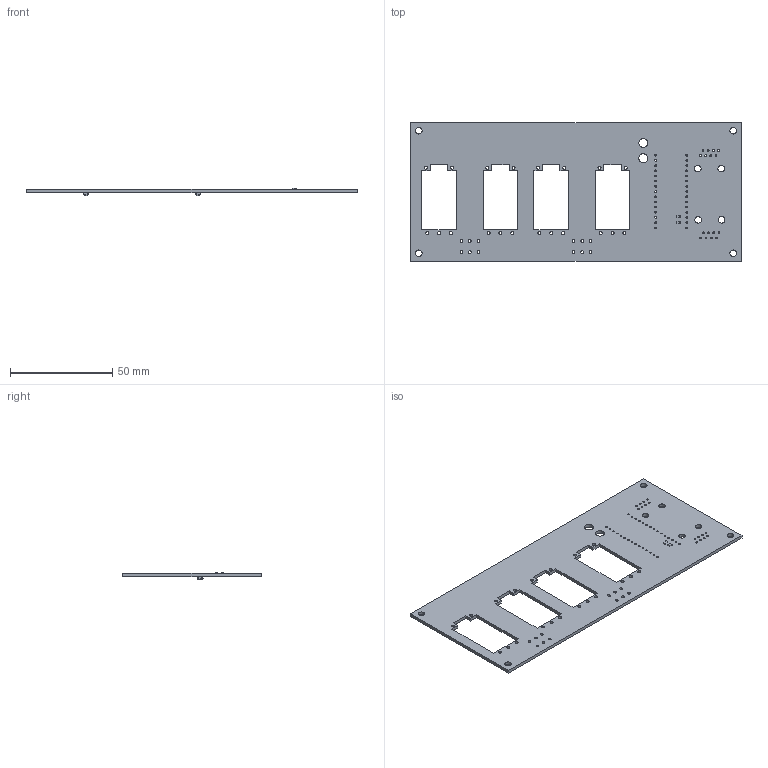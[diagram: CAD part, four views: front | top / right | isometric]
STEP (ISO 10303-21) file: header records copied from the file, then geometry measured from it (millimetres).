
FILE_DESCRIPTION(('KiCad electronic assembly'),'2;1');
FILE_NAME('ESC-Board.step','2019-01-23T20:44:55',('An Author'),( 'A Company'),'Open CASCADE STEP processor 6.8', 'KiCad to STEP converter','Unknown');
FILE_SCHEMA(('AUTOMOTIVE_DESIGN_CC2 { 1 2 10303 214 -1 1 5 4 }'));
Length unit declared in the file: millimetre
Products named in the file (7): Open CASCADE STEP translator 6.8 1; RJ45_8; SOT-23; SOLID; R_0805; COMPOUND
Assembly tree (9 placements, depth 3):
  Open CASCADE STEP translator 6.8 1
    RJ45_8  x2
    SOT-23  x2
      SOLID
    R_0805  x2
      SOLID
    COMPOUND
Bounding box: 162 x 68 x 3.75 mm (x, y, z)
Volume: 14022.4 mm3; surface area: 19543.2 mm2
Topology: 5 solids, 5 shells, 376 faces, 1026 edges, 660 vertices
Faces by surface type: plane 182, cylinder 140, bspline 54
Full cylindrical faces by diameter (mm): 0.8 x30, 0.9 x16, 1.5 x20, 3.2 x4, 3.25 x4, 4.5 x2
Entity records: 22688 total; most frequent: CARTESIAN_POINT 6493, DIRECTION 2801, LINE 1597, VECTOR 1597, ORIENTED_EDGE 1506, PCURVE 1506, DEFINITIONAL_REPRESENTATION 1506, EDGE_CURVE 753
